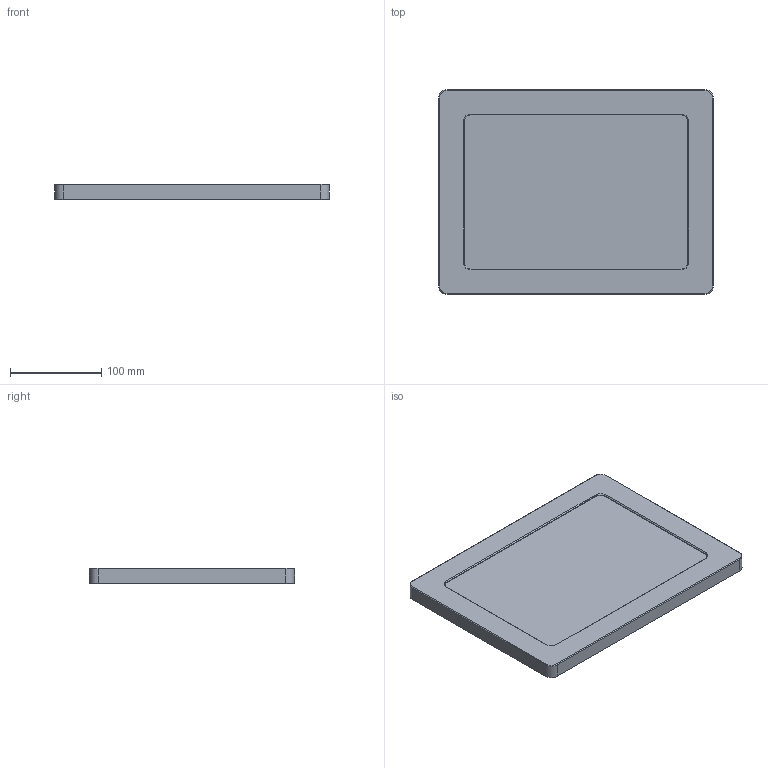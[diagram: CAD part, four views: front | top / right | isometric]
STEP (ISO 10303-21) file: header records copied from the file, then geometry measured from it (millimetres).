
FILE_DESCRIPTION(/* description */ (''),/* implementation_level */ '2;1');
FILE_NAME(/* name */ 'vb_vesa_ipad7g.step',/* time_stamp */ '2020-10-07T13:36:13-04:00',/* author */ ('NickC'),/* organization */ (''),/* preprocessor_version */ 'ST-DEVELOPER v17',/* originating_system */ 'Autodesk Inventor 2019',/* authorisation */ '');
FILE_SCHEMA (('AUTOMOTIVE_DESIGN { 1 0 10303 214 3 1 1 }'));
Length unit declared in the file: inch
Products named in the file (1): Part3
Bounding box: 301.39 x 224.88 x 16.9 mm (x, y, z)
Volume: 1070917 mm3; surface area: 154076.4 mm2
Topology: 1 solids, 9 shells, 592 faces, 1545 edges, 1022 vertices
Faces by surface type: plane 457, cone 83, cylinder 47, bspline 5
Full cylindrical faces by diameter (mm): 2.438 x20, 3.251 x4, 4.978 x8, 38.1 x1
Entity records: 18842 total; most frequent: CARTESIAN_POINT 3659, ORIENTED_EDGE 3090, DIRECTION 2875, EDGE_CURVE 1545, LINE 1211, VECTOR 1211, VERTEX_POINT 1022, AXIS2_PLACEMENT_3D 832
